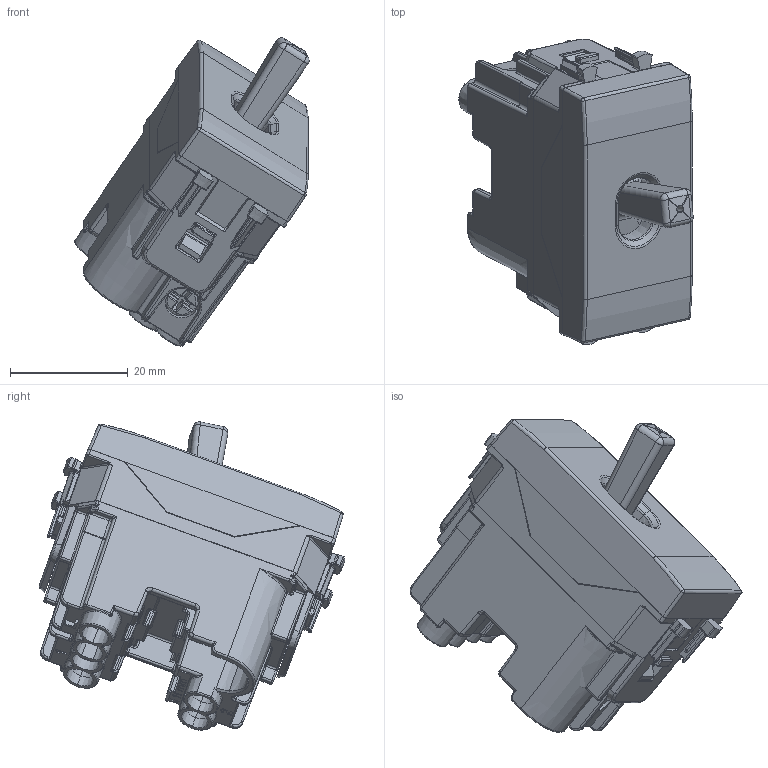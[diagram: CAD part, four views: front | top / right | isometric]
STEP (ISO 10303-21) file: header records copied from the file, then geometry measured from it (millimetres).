
FILE_DESCRIPTION(('CATIA V5 STEP Exchange'),'2;1');
FILE_NAME('441002LV.stp','2024-02-15T10:17:20+00:00',('none'),('none'),'CATIA Version 5-6 Release 2016 SP6','CATIA V5 STEP AP203','none');
FILE_SCHEMA(('CONFIG_CONTROL_DESIGN'));
Products named in the file (1): 441005LV
Assembly tree (17 placements, depth 2):
  441005LV
    #57
    #55057
    #57627  x2
    #59103  x3
    #61016  x3
    #61908
    #65825
    #82139
    #83011
    #130636
    #135199
    #137366
Bounding box: 39.89 x 52.04 x 52.48 mm (x, y, z)
Volume: 15054.6 mm3; surface area: 26422.5 mm2
Topology: 22 solids, 22 shells, 3824 faces, 9946 edges, 5947 vertices
Faces by surface type: plane 1422, cylinder 1326, bspline 532, cone 197, sphere 192, torus 139, extrusion 16
Entity records: 137769 total; most frequent: CARTESIAN_POINT 62146, ORIENTED_EDGE 18252, DIRECTION 10896, EDGE_CURVE 9126, VERTEX_POINT 5570, VECTOR 4308, LINE 4292, AXIS2_PLACEMENT_3D 4012
